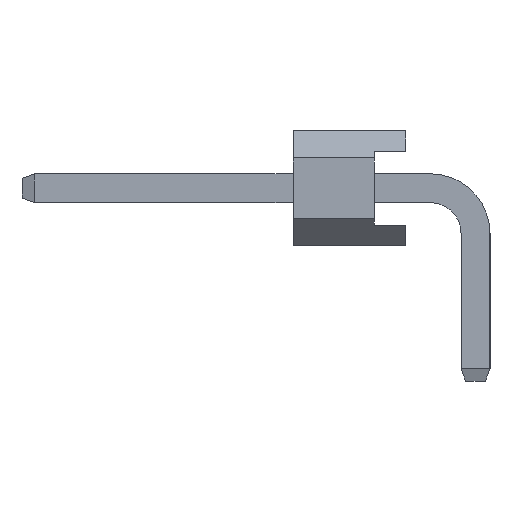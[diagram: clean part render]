
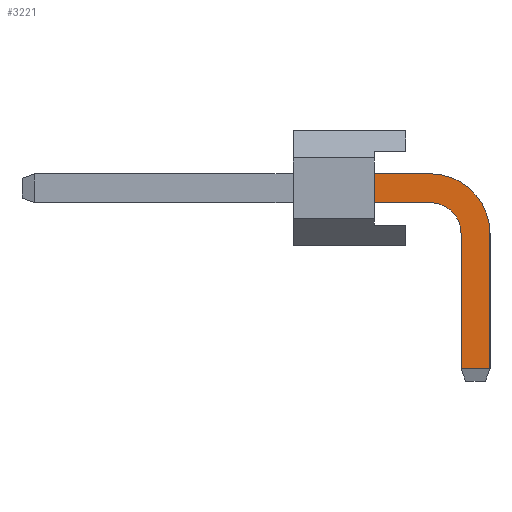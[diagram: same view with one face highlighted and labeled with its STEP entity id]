
A CAD part, left-side view. The second image highlights one B-rep face of the part: STEP entity #3221.
In plain terms, the highlighted planar face has unit normal (-1, 0, 0).
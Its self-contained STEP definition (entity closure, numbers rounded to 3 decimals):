
#3221=ADVANCED_FACE('',(#8977),#8979,.T.);
#8977=FACE_BOUND('',#8978,.T.);
#8978=EDGE_LOOP('',(#13657,#13658,#13659,#13660,#13661,#13662,#13663,#13664));
#8979=PLANE('',#8980);
#8980=AXIS2_PLACEMENT_3D('',#8981,#8982,#8983);
#8981=CARTESIAN_POINT('',(-0.32,0.32,-3.));
#8982=DIRECTION('',(-1.,0.,0.));
#8983=DIRECTION('',(0.,-1.,0.));
#13657=ORIENTED_EDGE('',*,*,#16443,.T.);
#13658=ORIENTED_EDGE('',*,*,#16444,.T.);
#13659=ORIENTED_EDGE('',*,*,#16445,.T.);
#13660=ORIENTED_EDGE('',*,*,#16446,.T.);
#13661=ORIENTED_EDGE('',*,*,#15529,.T.);
#13662=ORIENTED_EDGE('',*,*,#16447,.F.);
#13663=ORIENTED_EDGE('',*,*,#16448,.F.);
#13664=ORIENTED_EDGE('',*,*,#16449,.F.);
#15529=EDGE_CURVE('',#17779,#17780,#17781,.T.);
#16443=EDGE_CURVE('',#19213,#19214,#19215,.T.);
#16444=EDGE_CURVE('',#19214,#19216,#19217,.T.);
#16445=EDGE_CURVE('',#19216,#19218,#19219,.T.);
#16446=EDGE_CURVE('',#19218,#17779,#19220,.T.);
#16447=EDGE_CURVE('',#19221,#17780,#19222,.T.);
#16448=EDGE_CURVE('',#19223,#19221,#19224,.T.);
#16449=EDGE_CURVE('',#19213,#19223,#19225,.T.);
#17779=VERTEX_POINT('',#21617);
#17780=VERTEX_POINT('',#21618);
#17781=LINE('',#21619,#21620);
#19213=VERTEX_POINT('',#24963);
#19214=VERTEX_POINT('',#24964);
#19215=LINE('',#24965,#24966);
#19216=VERTEX_POINT('',#24968);
#19217=LINE('',#24969,#24970);
#19218=VERTEX_POINT('',#24972);
#19219=CIRCLE('',#24973,1.32);
#19220=LINE('',#24977,#24978);
#19221=VERTEX_POINT('',#24980);
#19222=LINE('',#24981,#24982);
#19223=VERTEX_POINT('',#24984);
#19224=CIRCLE('',#24985,0.68);
#19225=LINE('',#24989,#24990);
#21617=CARTESIAN_POINT('',(-0.32,2.24,1.59));
#21618=CARTESIAN_POINT('',(-0.32,2.24,0.95));
#21619=CARTESIAN_POINT('',(-0.32,2.24,1.59));
#21620=VECTOR('',#21621,1.);
#21621=DIRECTION('',(0.,0.,-1.));
#24963=CARTESIAN_POINT('',(-0.32,0.32,-2.725));
#24964=CARTESIAN_POINT('',(-0.32,-0.32,-2.725));
#24965=CARTESIAN_POINT('',(-0.32,0.32,-2.725));
#24966=VECTOR('',#24967,1.);
#24967=DIRECTION('',(0.,-1.,0.));
#24968=CARTESIAN_POINT('',(-0.32,-0.32,0.27));
#24969=CARTESIAN_POINT('',(-0.32,-0.32,-2.725));
#24970=VECTOR('',#24971,1.);
#24971=DIRECTION('',(0.,0.,1.));
#24972=CARTESIAN_POINT('',(-0.32,1.,1.59));
#24973=AXIS2_PLACEMENT_3D('',#24974,#24975,#24976);
#24974=CARTESIAN_POINT('',(-0.32,1.,0.27));
#24975=DIRECTION('',(-1.,-0.,0.));
#24976=DIRECTION('',(0.,-1.,0.));
#24977=CARTESIAN_POINT('',(-0.32,1.,1.59));
#24978=VECTOR('',#24979,1.);
#24979=DIRECTION('',(0.,1.,0.));
#24980=CARTESIAN_POINT('',(-0.32,1.,0.95));
#24981=CARTESIAN_POINT('',(-0.32,1.,0.95));
#24982=VECTOR('',#24983,1.);
#24983=DIRECTION('',(0.,1.,0.));
#24984=CARTESIAN_POINT('',(-0.32,0.32,0.27));
#24985=AXIS2_PLACEMENT_3D('',#24986,#24987,#24988);
#24986=CARTESIAN_POINT('',(-0.32,1.,0.27));
#24987=DIRECTION('',(-1.,-0.,0.));
#24988=DIRECTION('',(0.,-1.,0.));
#24989=CARTESIAN_POINT('',(-0.32,0.32,-2.725));
#24990=VECTOR('',#24991,1.);
#24991=DIRECTION('',(0.,0.,1.));
